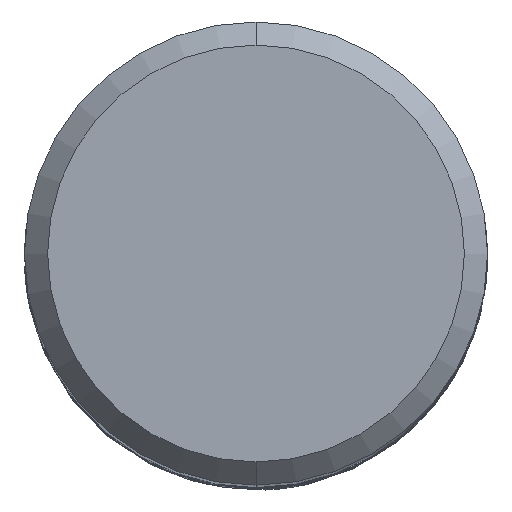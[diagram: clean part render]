
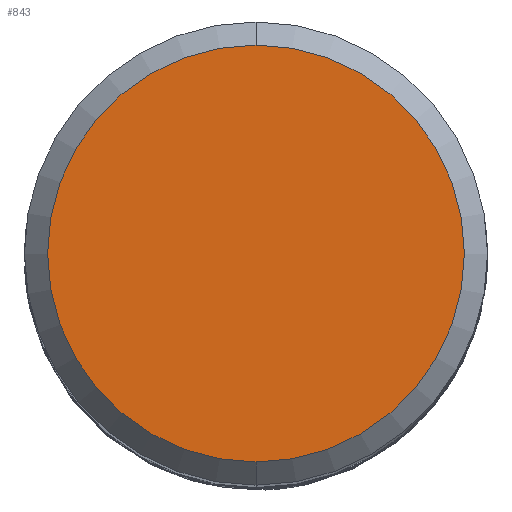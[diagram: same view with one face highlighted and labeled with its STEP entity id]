
A CAD part, top view. The second image highlights one B-rep face of the part: STEP entity #843.
In plain terms, the highlighted planar face has unit normal (0, 0, 1).
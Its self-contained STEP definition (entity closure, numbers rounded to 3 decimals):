
#643=EDGE_CURVE('',#923,#1727,#1820,.T.);
#843=ADVANCED_FACE('',(#2039),#2040,.T.);
#923=VERTEX_POINT('',#2128);
#1457=EDGE_CURVE('',#1727,#923,#2710,.T.);
#1727=VERTEX_POINT('',#3006);
#1820=CIRCLE('',#3633,9.0);
#2039=FACE_OUTER_BOUND('',#6221,.T.);
#2040=PLANE('',#6222);
#2128=CARTESIAN_POINT('',(0.0,9.0,0.0));
#2710=CIRCLE('',#17310,9.0);
#3006=CARTESIAN_POINT('',(0.,-9.0,0.0));
#3633=AXIS2_PLACEMENT_3D('',#21485,#21486,#21487);
#6221=EDGE_LOOP('',(#21712,#21713));
#6222=AXIS2_PLACEMENT_3D('',#21714,#21715,#21716);
#17310=AXIS2_PLACEMENT_3D('',#22345,#22346,#22347);
#21485=CARTESIAN_POINT('',(0.0,0.0,0.0));
#21486=DIRECTION('',(0.0,0.0,-1.0));
#21487=DIRECTION('',(0.0,1.0,0.0));
#21712=ORIENTED_EDGE('',*,*,#643,.F.);
#21713=ORIENTED_EDGE('',*,*,#1457,.F.);
#21714=CARTESIAN_POINT('',(0.0,4.5,0.0));
#21715=DIRECTION('',(-0.0,0.0,1.0));
#21716=DIRECTION('',(0.0,-1.0,0.0));
#22345=CARTESIAN_POINT('',(0.0,0.0,0.0));
#22346=DIRECTION('',(0.0,0.0,-1.0));
#22347=DIRECTION('',(0.0,1.0,0.0));
